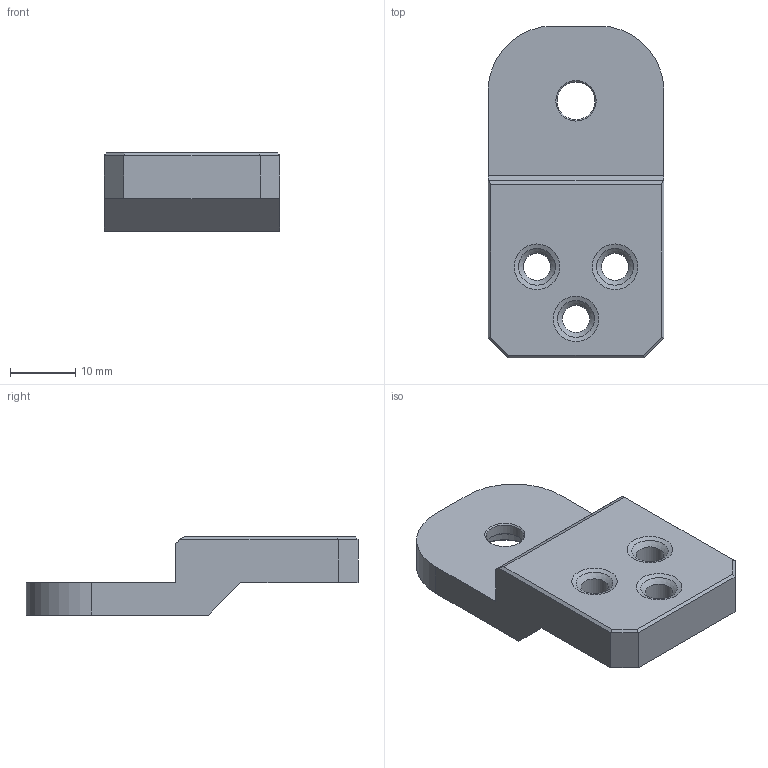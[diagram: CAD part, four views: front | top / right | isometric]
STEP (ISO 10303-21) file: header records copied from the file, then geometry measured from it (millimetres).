
FILE_DESCRIPTION(('FreeCAD Model'),'2;1');
FILE_NAME('Open CASCADE Shape Model','2024-03-29T21:20:30',(''),(''), 'Open CASCADE STEP processor 7.7','FreeCAD','Unknown');
FILE_SCHEMA(('AUTOMOTIVE_DESIGN { 1 0 10303 214 1 1 1 1 }'));
Length unit declared in the file: millimetre
Products named in the file (1): DragChainSligBottom
Bounding box: 27 x 51 x 12 mm (x, y, z)
Volume: 8432.5 mm3; surface area: 4043.2 mm2
Topology: 1 solids, 1 shells, 40 faces, 95 edges, 58 vertices
Faces by surface type: plane 21, cone 12, cylinder 7
Full cylindrical faces by diameter (mm): 4.2 x3, 5.8 x1, 11 x1
Entity records: 1175 total; most frequent: DIRECTION 203, CARTESIAN_POINT 194, ORIENTED_EDGE 190, EDGE_CURVE 95, LINE 69, VECTOR 69, AXIS2_PLACEMENT_3D 67, VERTEX_POINT 58
